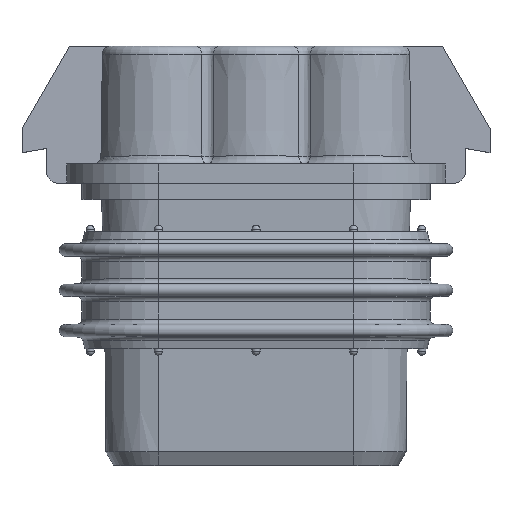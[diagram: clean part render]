
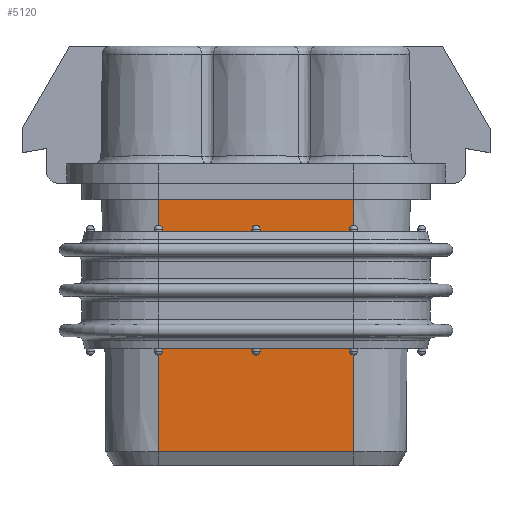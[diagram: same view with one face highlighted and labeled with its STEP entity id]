
A CAD part, top view. The second image highlights one B-rep face of the part: STEP entity #5120.
In plain terms, the highlighted planar face has unit normal (0, -0.018, 1).
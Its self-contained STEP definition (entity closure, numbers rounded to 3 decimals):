
#1843=PLANE('',#12993);
#2435=LINE('',#18073,#3445);
#2706=LINE('',#19647,#3716);
#2707=LINE('',#19649,#3717);
#2708=LINE('',#19651,#3718);
#3445=VECTOR('',#14389,1.);
#3716=VECTOR('',#15488,1.);
#3717=VECTOR('',#15489,1.);
#3718=VECTOR('',#15490,1.);
#4495=FACE_OUTER_BOUND('',#6068,.T.);
#5120=ADVANCED_FACE('',(#4495),#1843,.F.);
#6068=EDGE_LOOP('',(#8354,#8355,#8356,#8357));
#8354=ORIENTED_EDGE('',*,*,#11010,.T.);
#8355=ORIENTED_EDGE('',*,*,#11508,.T.);
#8356=ORIENTED_EDGE('',*,*,#11509,.T.);
#8357=ORIENTED_EDGE('',*,*,#11510,.T.);
#9903=VERTEX_POINT('',#18072);
#9904=VERTEX_POINT('',#18074);
#10166=VERTEX_POINT('',#19648);
#10167=VERTEX_POINT('',#19650);
#11010=EDGE_CURVE('',#9904,#9903,#2435,.T.);
#11508=EDGE_CURVE('',#9903,#10166,#2706,.T.);
#11509=EDGE_CURVE('',#10166,#10167,#2707,.T.);
#11510=EDGE_CURVE('',#10167,#9904,#2708,.T.);
#12993=AXIS2_PLACEMENT_3D('',#19652,#15491,#15492);
#14389=DIRECTION('',(-1.,0.,0.));
#15488=DIRECTION('',(0.,-1.,-0.017));
#15489=DIRECTION('',(1.,0.,0.));
#15490=DIRECTION('',(0.,1.,0.017));
#15491=DIRECTION('',(0.,0.017,-1.));
#15492=DIRECTION('',(0.,1.,0.017));
#18072=CARTESIAN_POINT('',(-0.05,16.5,3.523));
#18073=CARTESIAN_POINT('',(5.5,16.5,3.523));
#18074=CARTESIAN_POINT('',(12.05,16.5,3.523));
#19647=CARTESIAN_POINT('',(-0.05,0.866,3.25));
#19648=CARTESIAN_POINT('',(-0.05,0.866,3.25));
#19649=CARTESIAN_POINT('',(-0.05,0.866,3.25));
#19650=CARTESIAN_POINT('',(12.05,0.866,3.25));
#19651=CARTESIAN_POINT('',(12.05,0.866,3.25));
#19652=CARTESIAN_POINT('',(6.,0.866,3.25));
